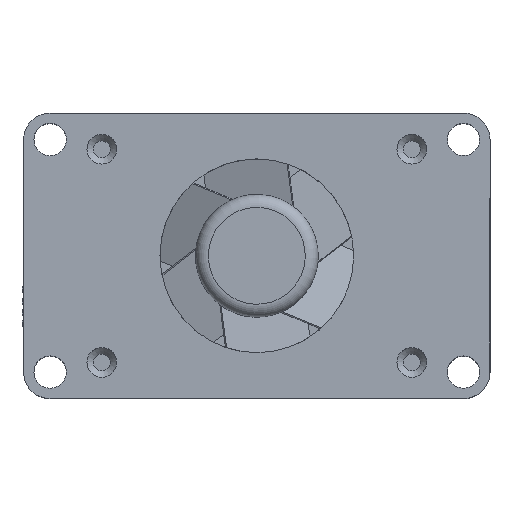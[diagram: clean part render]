
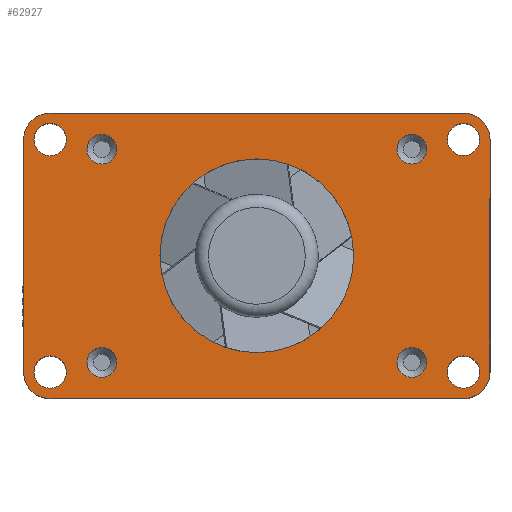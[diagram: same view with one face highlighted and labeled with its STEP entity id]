
A CAD part, top view. The second image highlights one B-rep face of the part: STEP entity #62927.
In plain terms, the highlighted face is planar.
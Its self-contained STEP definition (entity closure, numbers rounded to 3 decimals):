
#7782=LINE('',#109554,#14324);
#7783=LINE('',#109558,#14325);
#7784=LINE('',#109562,#14326);
#7785=LINE('',#109566,#14327);
#14324=VECTOR('',#82178,10.);
#14325=VECTOR('',#82181,10.);
#14326=VECTOR('',#82184,10.);
#14327=VECTOR('',#82187,10.);
#15351=FACE_BOUND('',#21678,.T.);
#15352=FACE_BOUND('',#21679,.T.);
#15353=FACE_BOUND('',#21680,.T.);
#15354=FACE_BOUND('',#21681,.T.);
#15355=FACE_BOUND('',#21682,.T.);
#15356=FACE_BOUND('',#21683,.T.);
#15357=FACE_BOUND('',#21684,.T.);
#15358=FACE_BOUND('',#21685,.T.);
#15359=FACE_BOUND('',#21686,.T.);
#18366=FACE_OUTER_BOUND('',#21677,.T.);
#21677=EDGE_LOOP('',(#54746,#54747,#54748,#54749,#54750,#54751,#54752,#54753));
#21678=EDGE_LOOP('',(#54754));
#21679=EDGE_LOOP('',(#54755));
#21680=EDGE_LOOP('',(#54756));
#21681=EDGE_LOOP('',(#54757));
#21682=EDGE_LOOP('',(#54758));
#21683=EDGE_LOOP('',(#54759));
#21684=EDGE_LOOP('',(#54760));
#21685=EDGE_LOOP('',(#54761));
#21686=EDGE_LOOP('',(#54762));
#23057=CIRCLE('',#67300,15.);
#23059=CIRCLE('',#67306,4.1);
#23060=CIRCLE('',#67307,4.1);
#23061=CIRCLE('',#67308,4.1);
#23062=CIRCLE('',#67309,4.1);
#23063=CIRCLE('',#67310,2.5);
#23064=CIRCLE('',#67311,2.3);
#23065=CIRCLE('',#67312,2.3);
#23066=CIRCLE('',#67313,2.3);
#23067=CIRCLE('',#67314,2.5);
#23068=CIRCLE('',#67315,2.5);
#23069=CIRCLE('',#67316,2.5);
#23070=CIRCLE('',#67317,2.3);
#28768=VERTEX_POINT('',#109495);
#28793=VERTEX_POINT('',#109552);
#28794=VERTEX_POINT('',#109553);
#28795=VERTEX_POINT('',#109555);
#28796=VERTEX_POINT('',#109557);
#28797=VERTEX_POINT('',#109559);
#28798=VERTEX_POINT('',#109561);
#28799=VERTEX_POINT('',#109563);
#28800=VERTEX_POINT('',#109565);
#28801=VERTEX_POINT('',#109568);
#28802=VERTEX_POINT('',#109570);
#28803=VERTEX_POINT('',#109572);
#28804=VERTEX_POINT('',#109574);
#28805=VERTEX_POINT('',#109576);
#28806=VERTEX_POINT('',#109578);
#28807=VERTEX_POINT('',#109580);
#28808=VERTEX_POINT('',#109582);
#37444=EDGE_CURVE('',#28768,#28768,#23057,.T.);
#37472=EDGE_CURVE('',#28793,#28794,#7782,.T.);
#37473=EDGE_CURVE('',#28794,#28795,#23059,.T.);
#37474=EDGE_CURVE('',#28795,#28796,#7783,.T.);
#37475=EDGE_CURVE('',#28796,#28797,#23060,.T.);
#37476=EDGE_CURVE('',#28797,#28798,#7784,.T.);
#37477=EDGE_CURVE('',#28798,#28799,#23061,.T.);
#37478=EDGE_CURVE('',#28799,#28800,#7785,.T.);
#37479=EDGE_CURVE('',#28800,#28793,#23062,.T.);
#37480=EDGE_CURVE('',#28801,#28801,#23063,.T.);
#37481=EDGE_CURVE('',#28802,#28802,#23064,.T.);
#37482=EDGE_CURVE('',#28803,#28803,#23065,.T.);
#37483=EDGE_CURVE('',#28804,#28804,#23066,.T.);
#37484=EDGE_CURVE('',#28805,#28805,#23067,.T.);
#37485=EDGE_CURVE('',#28806,#28806,#23068,.T.);
#37486=EDGE_CURVE('',#28807,#28807,#23069,.T.);
#37487=EDGE_CURVE('',#28808,#28808,#23070,.T.);
#54746=ORIENTED_EDGE('',*,*,#37472,.T.);
#54747=ORIENTED_EDGE('',*,*,#37473,.T.);
#54748=ORIENTED_EDGE('',*,*,#37474,.T.);
#54749=ORIENTED_EDGE('',*,*,#37475,.T.);
#54750=ORIENTED_EDGE('',*,*,#37476,.T.);
#54751=ORIENTED_EDGE('',*,*,#37477,.T.);
#54752=ORIENTED_EDGE('',*,*,#37478,.T.);
#54753=ORIENTED_EDGE('',*,*,#37479,.T.);
#54754=ORIENTED_EDGE('',*,*,#37444,.T.);
#54755=ORIENTED_EDGE('',*,*,#37480,.T.);
#54756=ORIENTED_EDGE('',*,*,#37481,.T.);
#54757=ORIENTED_EDGE('',*,*,#37482,.T.);
#54758=ORIENTED_EDGE('',*,*,#37483,.T.);
#54759=ORIENTED_EDGE('',*,*,#37484,.T.);
#54760=ORIENTED_EDGE('',*,*,#37485,.T.);
#54761=ORIENTED_EDGE('',*,*,#37486,.T.);
#54762=ORIENTED_EDGE('',*,*,#37487,.T.);
#57219=PLANE('',#67305);
#62927=ADVANCED_FACE('',(#18366,#15351,#15352,#15353,#15354,#15355,#15356,
#15357,#15358,#15359),#57219,.T.);
#67300=AXIS2_PLACEMENT_3D('',#109496,#82140,#82141);
#67305=AXIS2_PLACEMENT_3D('',#109551,#82176,#82177);
#67306=AXIS2_PLACEMENT_3D('',#109556,#82179,#82180);
#67307=AXIS2_PLACEMENT_3D('',#109560,#82182,#82183);
#67308=AXIS2_PLACEMENT_3D('',#109564,#82185,#82186);
#67309=AXIS2_PLACEMENT_3D('',#109567,#82188,#82189);
#67310=AXIS2_PLACEMENT_3D('',#109569,#82190,#82191);
#67311=AXIS2_PLACEMENT_3D('',#109571,#82192,#82193);
#67312=AXIS2_PLACEMENT_3D('',#109573,#82194,#82195);
#67313=AXIS2_PLACEMENT_3D('',#109575,#82196,#82197);
#67314=AXIS2_PLACEMENT_3D('',#109577,#82198,#82199);
#67315=AXIS2_PLACEMENT_3D('',#109579,#82200,#82201);
#67316=AXIS2_PLACEMENT_3D('',#109581,#82202,#82203);
#67317=AXIS2_PLACEMENT_3D('',#109583,#82204,#82205);
#82140=DIRECTION('center_axis',(0.,0.,1.));
#82141=DIRECTION('ref_axis',(1.,0.,0.));
#82176=DIRECTION('center_axis',(0.,0.,-1.));
#82177=DIRECTION('ref_axis',(1.,0.,0.));
#82178=DIRECTION('',(1.,0.,0.));
#82179=DIRECTION('center_axis',(0.,0.,-1.));
#82180=DIRECTION('ref_axis',(0.,1.,0.));
#82181=DIRECTION('',(0.,-1.,0.));
#82182=DIRECTION('center_axis',(0.,0.,-1.));
#82183=DIRECTION('ref_axis',(1.,0.,0.));
#82184=DIRECTION('',(-1.,0.,0.));
#82185=DIRECTION('center_axis',(0.,0.,-1.));
#82186=DIRECTION('ref_axis',(0.,-1.,0.));
#82187=DIRECTION('',(0.,1.,0.));
#82188=DIRECTION('center_axis',(0.,0.,-1.));
#82189=DIRECTION('ref_axis',(-1.,0.,0.));
#82190=DIRECTION('center_axis',(0.,0.,1.));
#82191=DIRECTION('ref_axis',(1.,0.,0.));
#82192=DIRECTION('center_axis',(0.,0.,1.));
#82193=DIRECTION('ref_axis',(1.,0.,0.));
#82194=DIRECTION('center_axis',(0.,0.,1.));
#82195=DIRECTION('ref_axis',(1.,0.,0.));
#82196=DIRECTION('center_axis',(0.,0.,1.));
#82197=DIRECTION('ref_axis',(1.,0.,0.));
#82198=DIRECTION('center_axis',(0.,0.,1.));
#82199=DIRECTION('ref_axis',(1.,0.,0.));
#82200=DIRECTION('center_axis',(0.,0.,1.));
#82201=DIRECTION('ref_axis',(1.,0.,0.));
#82202=DIRECTION('center_axis',(0.,0.,1.));
#82203=DIRECTION('ref_axis',(1.,0.,0.));
#82204=DIRECTION('center_axis',(0.,0.,1.));
#82205=DIRECTION('ref_axis',(1.,0.,0.));
#109495=CARTESIAN_POINT('',(21.1,22.1,-9.8));
#109496=CARTESIAN_POINT('Origin',(36.1,22.1,-9.8));
#109551=CARTESIAN_POINT('Origin',(36.1,22.1,-9.8));
#109552=CARTESIAN_POINT('',(4.1,44.2,-9.8));
#109553=CARTESIAN_POINT('',(68.1,44.2,-9.8));
#109554=CARTESIAN_POINT('',(4.1,44.2,-9.8));
#109555=CARTESIAN_POINT('',(72.2,40.1,-9.8));
#109556=CARTESIAN_POINT('Origin',(68.1,40.1,-9.8));
#109557=CARTESIAN_POINT('',(72.2,4.1,-9.8));
#109558=CARTESIAN_POINT('',(72.2,40.1,-9.8));
#109559=CARTESIAN_POINT('',(68.1,0.,-9.8));
#109560=CARTESIAN_POINT('Origin',(68.1,4.1,-9.8));
#109561=CARTESIAN_POINT('',(4.1,0.,-9.8));
#109562=CARTESIAN_POINT('',(68.1,0.,-9.8));
#109563=CARTESIAN_POINT('',(0.,4.1,-9.8));
#109564=CARTESIAN_POINT('Origin',(4.1,4.1,-9.8));
#109565=CARTESIAN_POINT('',(0.,40.1,-9.8));
#109566=CARTESIAN_POINT('',(0.,4.1,-9.8));
#109567=CARTESIAN_POINT('Origin',(4.1,40.1,-9.8));
#109568=CARTESIAN_POINT('',(65.6,40.1,-9.8));
#109569=CARTESIAN_POINT('Origin',(68.1,40.1,-9.8));
#109570=CARTESIAN_POINT('',(57.8,5.6,-9.8));
#109571=CARTESIAN_POINT('Origin',(60.1,5.6,-9.8));
#109572=CARTESIAN_POINT('',(57.8,38.6,-9.8));
#109573=CARTESIAN_POINT('Origin',(60.1,38.6,-9.8));
#109574=CARTESIAN_POINT('',(9.8,38.6,-9.8));
#109575=CARTESIAN_POINT('Origin',(12.1,38.6,-9.8));
#109576=CARTESIAN_POINT('',(1.6,40.1,-9.8));
#109577=CARTESIAN_POINT('Origin',(4.1,40.1,-9.8));
#109578=CARTESIAN_POINT('',(65.6,4.1,-9.8));
#109579=CARTESIAN_POINT('Origin',(68.1,4.1,-9.8));
#109580=CARTESIAN_POINT('',(1.6,4.1,-9.8));
#109581=CARTESIAN_POINT('Origin',(4.1,4.1,-9.8));
#109582=CARTESIAN_POINT('',(9.8,5.6,-9.8));
#109583=CARTESIAN_POINT('Origin',(12.1,5.6,-9.8));
